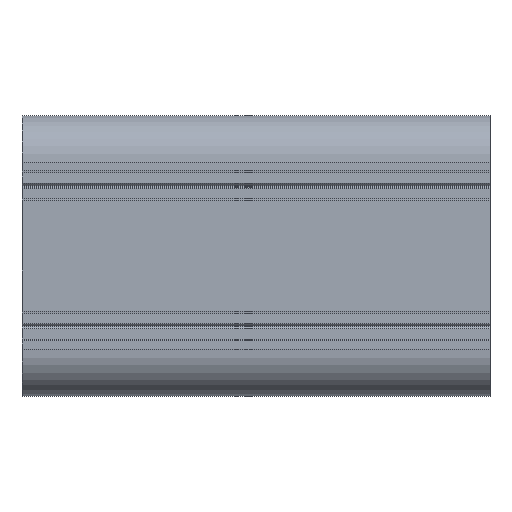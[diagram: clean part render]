
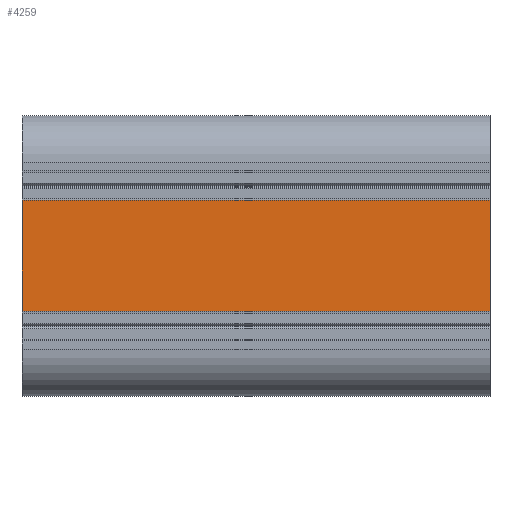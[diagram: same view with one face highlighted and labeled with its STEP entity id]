
A CAD part, top view. The second image highlights one B-rep face of the part: STEP entity #4259.
In plain terms, the highlighted planar face has unit normal (0, 0, 1).
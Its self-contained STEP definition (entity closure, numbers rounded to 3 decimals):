
#502 = CARTESIAN_POINT ( 'NONE',  ( 60.467, 47.662, 418.49 ) ) ;
#860 = EDGE_LOOP ( 'NONE', ( #899, #900, #901, #902 ) ) ;
#899 = ORIENTED_EDGE ( 'NONE', *, *, #1479, .T. ) ;
#900 = ORIENTED_EDGE ( 'NONE', *, *, #1480, .F. ) ;
#901 = ORIENTED_EDGE ( 'NONE', *, *, #1481, .F. ) ;
#902 = ORIENTED_EDGE ( 'NONE', *, *, #1477, .T. ) ;
#1187 = CARTESIAN_POINT ( 'NONE',  ( -39.533, 23.962, 418.49 ) ) ;
#1207 = CARTESIAN_POINT ( 'NONE',  ( 60.467, 23.962, 418.49 ) ) ;
#1221 = CARTESIAN_POINT ( 'NONE',  ( -39.533, 47.662, 418.49 ) ) ;
#1331 = VERTEX_POINT ( 'NONE', #502 ) ;
#1380 = VERTEX_POINT ( 'NONE', #1187 ) ;
#1400 = VERTEX_POINT ( 'NONE', #1207 ) ;
#1417 = VERTEX_POINT ( 'NONE', #1221 ) ;
#1477 = EDGE_CURVE ( 'NONE', #1331, #1417, #2531, .T. ) ;
#1479 = EDGE_CURVE ( 'NONE', #1417, #1380, #2535, .T. ) ;
#1480 = EDGE_CURVE ( 'NONE', #1400, #1380, #2537, .T. ) ;
#1481 = EDGE_CURVE ( 'NONE', #1331, #1400, #2533, .T. ) ;
#2177 = FACE_OUTER_BOUND ( 'NONE', #860, .T. ) ;
#2531 = LINE ( 'NONE', #3777, #2534 ) ;
#2533 = LINE ( 'NONE', #3772, #2542 ) ;
#2534 = VECTOR ( 'NONE', #3779, 1000. ) ;
#2535 = LINE ( 'NONE', #3781, #2538 ) ;
#2537 = LINE ( 'NONE', #3783, #2540 ) ;
#2538 = VECTOR ( 'NONE', #3782, 1000. ) ;
#2540 = VECTOR ( 'NONE', #3785, 1000. ) ;
#2542 = VECTOR ( 'NONE', #3786, 1000. ) ;
#3139 = AXIS2_PLACEMENT_3D ( 'NONE', #3548, #3554, #3555 ) ;
#3548 = CARTESIAN_POINT ( 'NONE',  ( 60.467, 47.662, 418.49 ) ) ;
#3552 = PLANE ( 'NONE',  #3139 ) ;
#3554 = DIRECTION ( 'NONE',  ( 0., 0., -1. ) ) ;
#3555 = DIRECTION ( 'NONE',  ( -1., 0., 0. ) ) ;
#3772 = CARTESIAN_POINT ( 'NONE',  ( 60.467, 47.662, 418.49 ) ) ;
#3777 = CARTESIAN_POINT ( 'NONE',  ( 60.467, 47.662, 418.49 ) ) ;
#3779 = DIRECTION ( 'NONE',  ( -1., 0., 0. ) ) ;
#3781 = CARTESIAN_POINT ( 'NONE',  ( -39.533, 47.662, 418.49 ) ) ;
#3782 = DIRECTION ( 'NONE',  ( 0., -1., 0. ) ) ;
#3783 = CARTESIAN_POINT ( 'NONE',  ( 60.467, 23.962, 418.49 ) ) ;
#3785 = DIRECTION ( 'NONE',  ( -1., 0., 0. ) ) ;
#3786 = DIRECTION ( 'NONE',  ( 0., -1., 0. ) ) ;
#4259 = ADVANCED_FACE ( 'NONE', ( #2177 ), #3552, .F. ) ;
